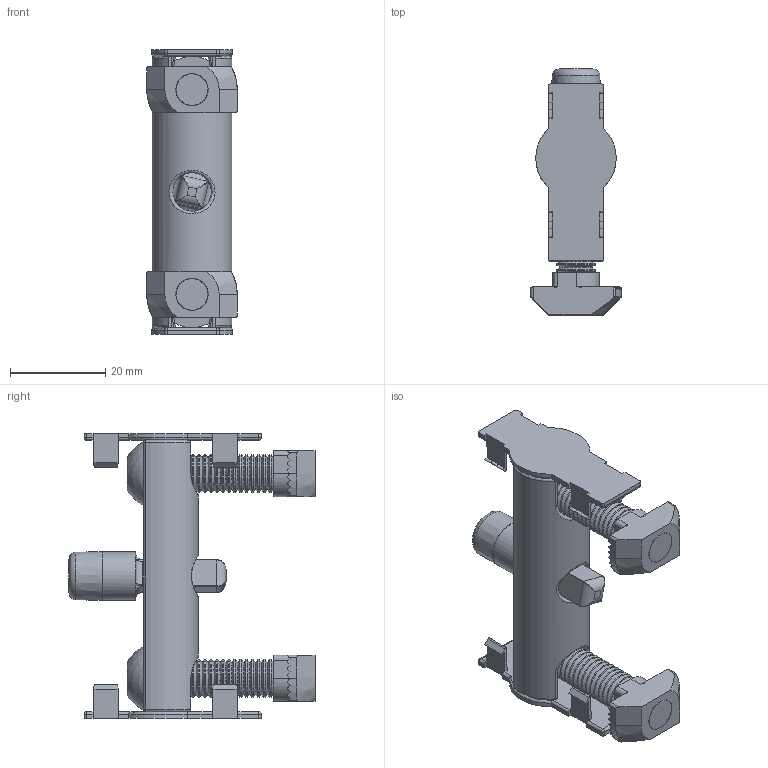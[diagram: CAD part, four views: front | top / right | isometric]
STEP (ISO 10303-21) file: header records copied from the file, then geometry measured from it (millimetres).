
FILE_DESCRIPTION(/* description */ ('KriTec Bolzenverbindungssatz 10 D17x60'),/* implementation_level */ '2;1');
FILE_NAME(/* name */ '81617_KriTec_Bolzenverbindungssatz_10_D17x60.stp',/* time_stamp */ '2020-04-14T11:18:28+02:00',/* author */ ('Nell'),/* organization */ (''),/* preprocessor_version */ 'ST-DEVELOPER v17',/* originating_system */ 'Autodesk Inventor 2018',/* authorisation */ '');
FILE_SCHEMA (('AUTOMOTIVE_DESIGN { 1 0 10303 214 3 1 1 }'));
Length unit declared in the file: millimetre
Products named in the file (6): 81617; 81617_3; 81617_4; 81617_2; 81617_1; 81617_5
Assembly tree (8 placements, depth 2):
  81617
    81617_3
    81617_4
    81617_5  x2
    81617_2  x2
    81617_1  x2
Bounding box: 19 x 51.66 x 59.8 mm (x, y, z)
Volume: 15145.2 mm3; surface area: 12022.8 mm2
Topology: 8 solids, 8 shells, 724 faces, 2041 edges, 1316 vertices
Faces by surface type: plane 306, cylinder 227, cone 114, sphere 38, bspline 24, torus 15
Full cylindrical faces by diameter (mm): 6.8 x2, 8 x54, 8.1 x1, 10.1 x1, 14 x2
Entity records: 16244 total; most frequent: CARTESIAN_POINT 5251, DIRECTION 2373, ORIENTED_EDGE 2276, EDGE_CURVE 1138, AXIS2_PLACEMENT_3D 900, VERTEX_POINT 734, LINE 573, VECTOR 573
